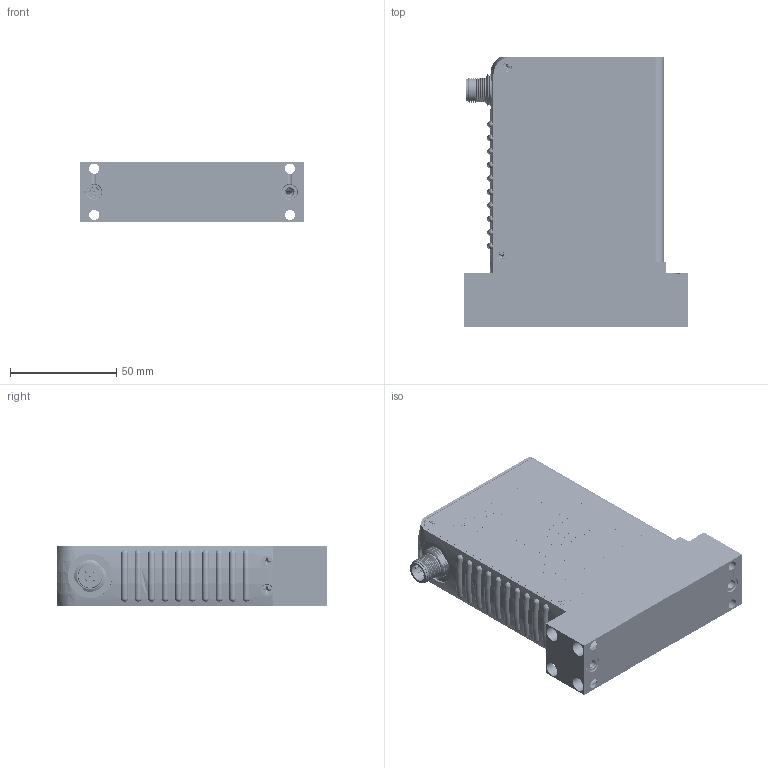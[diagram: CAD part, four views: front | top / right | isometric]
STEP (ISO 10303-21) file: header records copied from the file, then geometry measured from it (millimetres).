
FILE_DESCRIPTION (( 'STEP AP214' ), '1' );
FILE_NAME ('GP200-CSEAL-DNET.STEP', '2021-07-30T20:50:11', ( '' ), ( '' ), 'SwSTEP 2.0', 'SolidWorks 2020', '' );
FILE_SCHEMA (( 'AUTOMOTIVE_DESIGN' ));
Length unit declared in the file: inch
Products named in the file (1): GP200-CSEAL-DNET
Bounding box: 104.95 x 127 x 28.57 mm (x, y, z)
Volume: 118327.5 mm3; surface area: 80788.4 mm2
Topology: 28 solids, 29 shells, 8870 faces, 24834 edges, 16397 vertices
Faces by surface type: cylinder 4845, plane 3242, bspline 475, cone 252, torus 40, sphere 16
Entity records: 327273 total; most frequent: CARTESIAN_POINT 87851, DIRECTION 49917, ORIENTED_EDGE 49576, EDGE_CURVE 24788, AXIS2_PLACEMENT_3D 18333, VERTEX_POINT 16397, VECTOR 13251, LINE 13251
